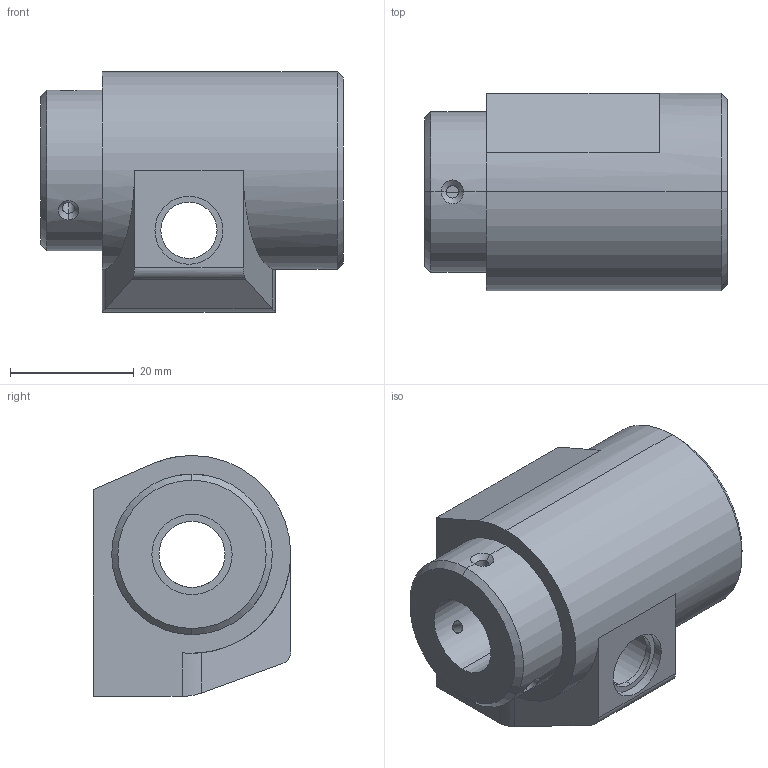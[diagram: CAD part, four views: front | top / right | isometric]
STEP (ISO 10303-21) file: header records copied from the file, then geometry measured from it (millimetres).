
FILE_DESCRIPTION (( 'STEP AP203' ), '1' );
FILE_NAME ('boitier_Défaut_sldprt.STEP', '2019-11-07T15:02:44', ( '' ), ( '' ), 'SwSTEP 2.0', 'SolidWorks 2017', '' );
FILE_SCHEMA (( 'CONFIG_CONTROL_DESIGN' ));
Length unit declared in the file: millimetre
Products named in the file (1): boitier_Défaut_sldprt
Bounding box: 49 x 32 x 39 mm (x, y, z)
Volume: 24340.5 mm3; surface area: 11697.7 mm2
Topology: 1 solids, 1 shells, 93 faces, 219 edges, 141 vertices
Faces by surface type: cylinder 52, plane 31, bspline 6, cone 4
Entity records: 3295 total; most frequent: CARTESIAN_POINT 1068, DIRECTION 446, ORIENTED_EDGE 438, EDGE_CURVE 219, AXIS2_PLACEMENT_3D 179, VERTEX_POINT 141, EDGE_LOOP 118, ADVANCED_FACE 93
